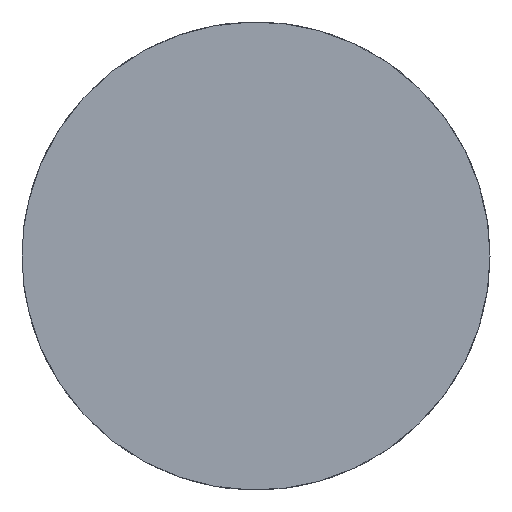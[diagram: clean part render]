
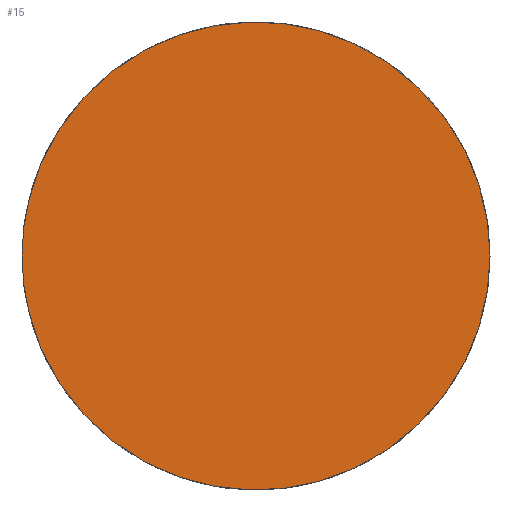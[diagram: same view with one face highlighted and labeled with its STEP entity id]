
A CAD part, front view. The second image highlights one B-rep face of the part: STEP entity #15.
In plain terms, the highlighted free-form (B-spline) face has degree [1, 1] with [2, 2] control points.
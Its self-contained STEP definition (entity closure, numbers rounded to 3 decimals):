
#15=ADVANCED_FACE('',(#19),#96,.T.);
#19=FACE_OUTER_BOUND('',#23,.T.);
#23=EDGE_LOOP('',(#30,#31));
#30=ORIENTED_EDGE('',*,*,#80,.T.);
#31=ORIENTED_EDGE('',*,*,#79,.F.);
#41=PCURVE('',#98,#53);
#42=PCURVE('',#96,#54);
#43=PCURVE('',#96,#55);
#46=PCURVE('',#99,#58);
#53=DEFINITIONAL_REPRESENTATION('',(#65),#287);
#54=DEFINITIONAL_REPRESENTATION('',(#87),#287);
#55=DEFINITIONAL_REPRESENTATION('',(#88),#287);
#58=DEFINITIONAL_REPRESENTATION('',(#66),#287);
#65=B_SPLINE_CURVE_WITH_KNOTS('',1,(#246,#247),.UNSPECIFIED.,.F.,.F.,(2,
2),(-31.416,-15.708),.UNSPECIFIED.);
#66=B_SPLINE_CURVE_WITH_KNOTS('',1,(#278,#279),.UNSPECIFIED.,.F.,.F.,(2,
2),(0.,15.708),.UNSPECIFIED.);
#73=SURFACE_CURVE('',#85,(#41,#43),.PCURVE_S1.);
#74=SURFACE_CURVE('',#86,(#42,#46),.PCURVE_S1.);
#79=EDGE_CURVE('',#92,#94,#73,.T.);
#80=EDGE_CURVE('',#92,#94,#74,.T.);
#85=(
BOUNDED_CURVE()
B_SPLINE_CURVE(2,(#241,#242,#243,#244,#245),.UNSPECIFIED.,.F.,.F.)
B_SPLINE_CURVE_WITH_KNOTS((3,2,3),(-31.416,-23.562,
-15.708),.UNSPECIFIED.)
CURVE()
GEOMETRIC_REPRESENTATION_ITEM()
RATIONAL_B_SPLINE_CURVE((1.,0.707,1.,0.707,1.))
REPRESENTATION_ITEM('')
);
#86=(
BOUNDED_CURVE()
B_SPLINE_CURVE(2,(#248,#249,#250,#251,#252),.UNSPECIFIED.,.F.,.F.)
B_SPLINE_CURVE_WITH_KNOTS((3,2,3),(0.,7.854,15.708),
 .UNSPECIFIED.)
CURVE()
GEOMETRIC_REPRESENTATION_ITEM()
RATIONAL_B_SPLINE_CURVE((1.,0.707,1.,0.707,1.))
REPRESENTATION_ITEM('')
);
#87=(
BOUNDED_CURVE()
B_SPLINE_CURVE(2,(#253,#254,#255,#256,#257),.UNSPECIFIED.,.F.,.F.)
B_SPLINE_CURVE_WITH_KNOTS((3,2,3),(0.,7.854,15.708),
 .UNSPECIFIED.)
CURVE()
GEOMETRIC_REPRESENTATION_ITEM()
RATIONAL_B_SPLINE_CURVE((1.,0.707,1.,0.707,1.))
REPRESENTATION_ITEM('')
);
#88=(
BOUNDED_CURVE()
B_SPLINE_CURVE(2,(#258,#259,#260,#261,#262),.UNSPECIFIED.,.F.,.F.)
B_SPLINE_CURVE_WITH_KNOTS((3,2,3),(-31.416,-23.562,
-15.708),.UNSPECIFIED.)
CURVE()
GEOMETRIC_REPRESENTATION_ITEM()
RATIONAL_B_SPLINE_CURVE((1.,0.707,1.,0.707,1.))
REPRESENTATION_ITEM('')
);
#92=VERTEX_POINT('',#222);
#94=VERTEX_POINT('',#224);
#96=B_SPLINE_SURFACE_WITH_KNOTS('',1,1,((#204,#205),(#206,#207)),
 .UNSPECIFIED.,.F.,.F.,.F.,(2,2),(2,2),(-6.25,6.25),
(-1.25,11.25),.UNSPECIFIED.);
#98=(
BOUNDED_SURFACE()
B_SPLINE_SURFACE(2,1,((#194,#195),(#196,#197),(#198,#199),(#200,#201),(#202,
#203)),.UNSPECIFIED.,.F.,.F.,.F.)
B_SPLINE_SURFACE_WITH_KNOTS((3,2,3),(2,2),(-31.416,-23.562,
-15.708),(0.,19.),.UNSPECIFIED.)
GEOMETRIC_REPRESENTATION_ITEM()
RATIONAL_B_SPLINE_SURFACE(((1.,1.),(0.707,0.707),
(1.,1.),(0.707,0.707),(1.,1.)))
REPRESENTATION_ITEM('')
SURFACE()
);
#99=(
BOUNDED_SURFACE()
B_SPLINE_SURFACE(2,1,((#212,#213),(#214,#215),(#216,#217),(#218,#219),(#220,
#221)),.UNSPECIFIED.,.F.,.F.,.F.)
B_SPLINE_SURFACE_WITH_KNOTS((3,2,3),(2,2),(-15.708,-7.854,
0.),(0.,19.),.UNSPECIFIED.)
GEOMETRIC_REPRESENTATION_ITEM()
RATIONAL_B_SPLINE_SURFACE(((1.,1.),(0.707,0.707),
(1.,1.),(0.707,0.707),(1.,1.)))
REPRESENTATION_ITEM('')
SURFACE()
);
#194=CARTESIAN_POINT('',(67.222,150.,-12.222));
#195=CARTESIAN_POINT('',(67.222,169.,-12.222));
#196=CARTESIAN_POINT('',(67.222,150.,-17.222));
#197=CARTESIAN_POINT('',(67.222,169.,-17.222));
#198=CARTESIAN_POINT('',(62.222,150.,-17.222));
#199=CARTESIAN_POINT('',(62.222,169.,-17.222));
#200=CARTESIAN_POINT('',(57.222,150.,-17.222));
#201=CARTESIAN_POINT('',(57.222,169.,-17.222));
#202=CARTESIAN_POINT('',(57.222,150.,-12.222));
#203=CARTESIAN_POINT('',(57.222,169.,-12.222));
#204=CARTESIAN_POINT('',(68.472,150.,-18.472));
#205=CARTESIAN_POINT('',(55.972,150.,-18.472));
#206=CARTESIAN_POINT('',(68.472,150.,-5.972));
#207=CARTESIAN_POINT('',(55.972,150.,-5.972));
#212=CARTESIAN_POINT('',(57.222,150.,-12.222));
#213=CARTESIAN_POINT('',(57.222,169.,-12.222));
#214=CARTESIAN_POINT('',(57.222,150.,-7.222));
#215=CARTESIAN_POINT('',(57.222,169.,-7.222));
#216=CARTESIAN_POINT('',(62.222,150.,-7.222));
#217=CARTESIAN_POINT('',(62.222,169.,-7.222));
#218=CARTESIAN_POINT('',(67.222,150.,-7.222));
#219=CARTESIAN_POINT('',(67.222,169.,-7.222));
#220=CARTESIAN_POINT('',(67.222,150.,-12.222));
#221=CARTESIAN_POINT('',(67.222,169.,-12.222));
#222=CARTESIAN_POINT('',(67.222,150.,-12.222));
#224=CARTESIAN_POINT('',(57.222,150.,-12.222));
#241=CARTESIAN_POINT('',(67.222,150.,-12.222));
#242=CARTESIAN_POINT('',(67.222,150.,-17.222));
#243=CARTESIAN_POINT('',(62.222,150.,-17.222));
#244=CARTESIAN_POINT('',(57.222,150.,-17.222));
#245=CARTESIAN_POINT('',(57.222,150.,-12.222));
#246=CARTESIAN_POINT('',(-31.416,0.));
#247=CARTESIAN_POINT('',(-15.708,0.));
#248=CARTESIAN_POINT('',(67.222,150.,-12.222));
#249=CARTESIAN_POINT('',(67.222,150.,-7.222));
#250=CARTESIAN_POINT('',(62.222,150.,-7.222));
#251=CARTESIAN_POINT('',(57.222,150.,-7.222));
#252=CARTESIAN_POINT('',(57.222,150.,-12.222));
#253=CARTESIAN_POINT('',(0.,0.));
#254=CARTESIAN_POINT('',(5.,0.));
#255=CARTESIAN_POINT('',(5.,5.));
#256=CARTESIAN_POINT('',(5.,10.));
#257=CARTESIAN_POINT('',(0.,10.));
#258=CARTESIAN_POINT('',(0.,0.));
#259=CARTESIAN_POINT('',(-5.,0.));
#260=CARTESIAN_POINT('',(-5.,5.));
#261=CARTESIAN_POINT('',(-5.,10.));
#262=CARTESIAN_POINT('',(0.,10.));
#278=CARTESIAN_POINT('',(0.,0.));
#279=CARTESIAN_POINT('',(-15.708,0.));
#287=(
GEOMETRIC_REPRESENTATION_CONTEXT(2)
PARAMETRIC_REPRESENTATION_CONTEXT()
REPRESENTATION_CONTEXT('pspace','')
);
